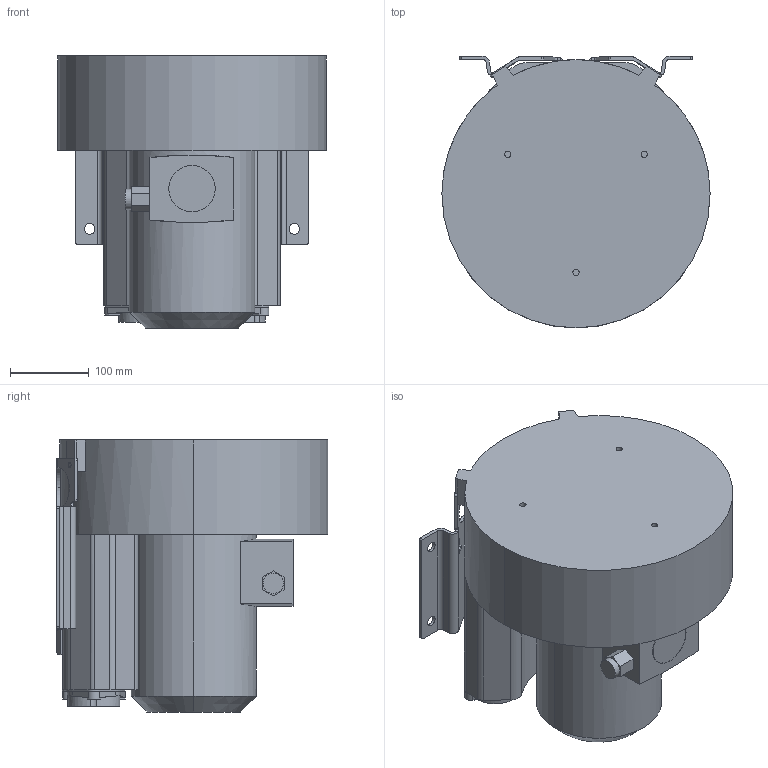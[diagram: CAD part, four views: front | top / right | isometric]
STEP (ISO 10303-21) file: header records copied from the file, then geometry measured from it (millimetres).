
FILE_DESCRIPTION(/* description */ (''),/* implementation_level */ '2;1');
FILE_NAME(/* name */ '2RB530-1AQ16-JT-.stp',/* time_stamp */ '2025-07-14T10:57:58+08:00',/* author */ (''),/* organization */ (''),/* preprocessor_version */ 'ST-DEVELOPER v16',/* originating_system */ 'SIEMENS PLM Software NX 10.0',/* authorisation */ '');
FILE_SCHEMA (('AP203_CONFIGURATION_CONTROLLED_3D_DESIGN_OF_MECHANICAL_PARTS_AND_ASSEMBLIES_MIM_LF { 1 0 10303 403 2 1 2}'));
Length unit declared in the file: millimetre
Products named in the file (1): Admi051CEFCEdbj9
Bounding box: 340.7 x 345.35 x 345.5 mm (x, y, z)
Volume: 19157476.5 mm3; surface area: 727128.1 mm2
Topology: 1 solids, 1 shells, 358 faces, 1009 edges, 675 vertices
Faces by surface type: plane 184, cylinder 164, bspline 4, extrusion 4, cone 2
Full cylindrical faces by diameter (mm): 26 x1, 59 x1
Entity records: 12157 total; most frequent: CARTESIAN_POINT 2446, DIRECTION 2073, ORIENTED_EDGE 2010, EDGE_CURVE 1005, AXIS2_PLACEMENT_3D 766, VERTEX_POINT 673, VECTOR 541, LINE 537
